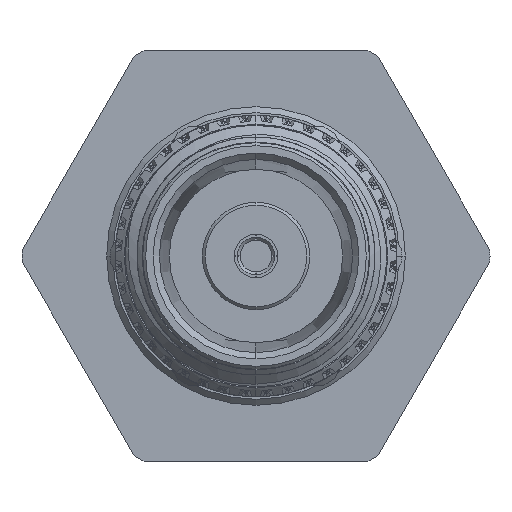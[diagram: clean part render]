
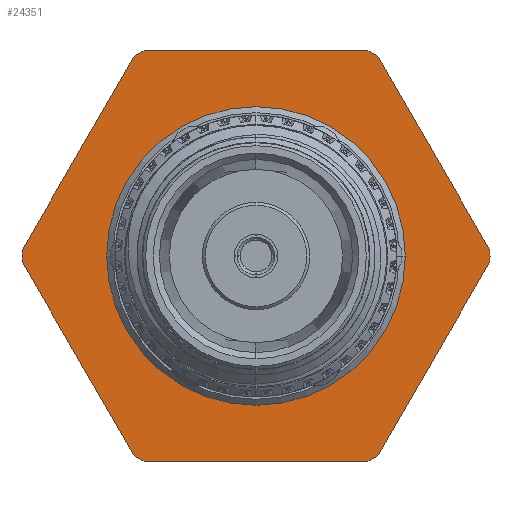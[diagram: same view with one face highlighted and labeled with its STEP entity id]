
A CAD part, left-side view. The second image highlights one B-rep face of the part: STEP entity #24351.
In plain terms, the highlighted face is planar.
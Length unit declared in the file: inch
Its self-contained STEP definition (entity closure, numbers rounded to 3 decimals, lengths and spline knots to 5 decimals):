
#1506 = CARTESIAN_POINT ( 'NONE',  ( 0.93213, 0., 0. ) ) ;
#3191 = VERTEX_POINT ( 'NONE', #47647 ) ;
#3634 = EDGE_CURVE ( 'NONE', #46126, #55324, #21188, .T. ) ;
#3798 = CARTESIAN_POINT ( 'NONE',  ( 0.93213, 0., 0.39778 ) ) ;
#4329 = EDGE_CURVE ( 'NONE', #17820, #47944, #75988, .T. ) ;
#5392 = CIRCLE ( 'NONE', #53115, 0.39233 ) ;
#5581 = AXIS2_PLACEMENT_3D ( 'NONE', #35113, #80428, #41664 ) ;
#6827 = DIRECTION ( 'NONE',  ( 0., 0., 1. ) ) ;
#7759 = EDGE_LOOP ( 'NONE', ( #9068, #17519 ) ) ;
#7773 = LINE ( 'NONE', #14059, #74698 ) ;
#8622 = ORIENTED_EDGE ( 'NONE', *, *, #53824, .F. ) ;
#9038 = VECTOR ( 'NONE', #49223, 39.37008 ) ;
#9068 = ORIENTED_EDGE ( 'NONE', *, *, #62998, .T. ) ;
#9110 = DIRECTION ( 'NONE',  ( 0., 0., 1. ) ) ;
#9909 = CARTESIAN_POINT ( 'NONE',  ( 0.93213, -0.33485, 0.20446 ) ) ;
#12119 = DIRECTION ( 'NONE',  ( -1., 0., 0. ) ) ;
#13306 = EDGE_CURVE ( 'NONE', #41896, #83669, #32203, .T. ) ;
#13367 = CARTESIAN_POINT ( 'NONE',  ( 0.93213, 0., 0. ) ) ;
#14023 = EDGE_CURVE ( 'NONE', #57839, #38265, #29064, .T. ) ;
#14059 = CARTESIAN_POINT ( 'NONE',  ( 0.93213, -0.34449, -0.19889 ) ) ;
#14293 = EDGE_CURVE ( 'NONE', #59999, #41335, #7773, .T. ) ;
#14447 = CIRCLE ( 'NONE', #5581, 0.39233 ) ;
#14459 = DIRECTION ( 'NONE',  ( 0., 0., 1. ) ) ;
#14491 = DIRECTION ( 'NONE',  ( 0., 0., 1. ) ) ;
#14830 = AXIS2_PLACEMENT_3D ( 'NONE', #72050, #59369, #51725 ) ;
#14868 = DIRECTION ( 'NONE',  ( 0., 0., 1. ) ) ;
#17519 = ORIENTED_EDGE ( 'NONE', *, *, #60179, .T. ) ;
#17820 = VERTEX_POINT ( 'NONE', #20563 ) ;
#18004 = CARTESIAN_POINT ( 'NONE',  ( 0.93213, 0.33485, -0.20446 ) ) ;
#18259 = CARTESIAN_POINT ( 'NONE',  ( 0.93213, 0.34449, 0.18776 ) ) ;
#18615 = CARTESIAN_POINT ( 'NONE',  ( 0.93213, 0., 0. ) ) ;
#18759 = ORIENTED_EDGE ( 'NONE', *, *, #14023, .T. ) ;
#19316 = ORIENTED_EDGE ( 'NONE', *, *, #28130, .F. ) ;
#20170 = EDGE_CURVE ( 'NONE', #46126, #47944, #61836, .T. ) ;
#20563 = CARTESIAN_POINT ( 'NONE',  ( 0.93213, 0.34449, -0.18776 ) ) ;
#20772 = DIRECTION ( 'NONE',  ( -1., 0., 0. ) ) ;
#21188 = LINE ( 'NONE', #3798, #9038 ) ;
#22737 = CARTESIAN_POINT ( 'NONE',  ( 0.93213, -0.00964, 0.39222 ) ) ;
#22909 = VECTOR ( 'NONE', #71108, 39.37008 ) ;
#23876 = EDGE_CURVE ( 'NONE', #53748, #3191, #33614, .T. ) ;
#24073 = CARTESIAN_POINT ( 'NONE',  ( 0.93213, -0.34449, -0.18776 ) ) ;
#24351 = ADVANCED_FACE ( 'NONE', ( #43773, #54002 ), #52570, .F. ) ;
#26509 = DIRECTION ( 'NONE',  ( -1., 0., 0. ) ) ;
#27202 = DIRECTION ( 'NONE',  ( -1., 0., 0. ) ) ;
#27301 = VECTOR ( 'NONE', #42229, 39.37008 ) ;
#28130 = EDGE_CURVE ( 'NONE', #83669, #3191, #82826, .T. ) ;
#28315 = VECTOR ( 'NONE', #6827, 39.37008 ) ;
#28516 = CARTESIAN_POINT ( 'NONE',  ( 0.93213, -0.34449, 0.18776 ) ) ;
#29064 = LINE ( 'NONE', #30856, #22909 ) ;
#30856 = CARTESIAN_POINT ( 'NONE',  ( 0.93213, -0.34449, 0.19889 ) ) ;
#32203 = CIRCLE ( 'NONE', #53034, 0.39233 ) ;
#32209 = AXIS2_PLACEMENT_3D ( 'NONE', #40158, #20772, #14868 ) ;
#33116 = DIRECTION ( 'NONE',  ( 0., 0., 1. ) ) ;
#33614 = LINE ( 'NONE', #56637, #83206 ) ;
#34261 = CARTESIAN_POINT ( 'NONE',  ( 0.93213, -0.33485, -0.20446 ) ) ;
#35113 = CARTESIAN_POINT ( 'NONE',  ( 0.93213, 0., 0. ) ) ;
#35245 = VERTEX_POINT ( 'NONE', #18004 ) ;
#37118 = CARTESIAN_POINT ( 'NONE',  ( 0.93213, 0., -0.39233 ) ) ;
#38265 = VERTEX_POINT ( 'NONE', #9909 ) ;
#38582 = VERTEX_POINT ( 'NONE', #40817 ) ;
#39321 = ORIENTED_EDGE ( 'NONE', *, *, #42875, .T. ) ;
#39653 = EDGE_CURVE ( 'NONE', #53748, #41335, #14447, .T. ) ;
#40117 = DIRECTION ( 'NONE',  ( 0., 0., 1. ) ) ;
#40158 = CARTESIAN_POINT ( 'NONE',  ( 0.93213, 0., 0. ) ) ;
#40817 = CARTESIAN_POINT ( 'NONE',  ( 0.93213, 0., 0.25033 ) ) ;
#41335 = VERTEX_POINT ( 'NONE', #24073 ) ;
#41664 = DIRECTION ( 'NONE',  ( 0., 0., 1. ) ) ;
#41896 = VERTEX_POINT ( 'NONE', #46149 ) ;
#42229 = DIRECTION ( 'NONE',  ( 0., 0.866, 0.5 ) ) ;
#42766 = EDGE_LOOP ( 'NONE', ( #53699, #54098, #8622, #18759, #55255, #84038, #61186, #77225, #19316, #76542, #39321, #58762, #48463 ) ) ;
#42875 = EDGE_CURVE ( 'NONE', #41896, #35245, #44600, .T. ) ;
#43773 = FACE_BOUND ( 'NONE', #7759, .T. ) ;
#43918 = CARTESIAN_POINT ( 'NONE',  ( 0.93213, 0.00964, 0.39222 ) ) ;
#44600 = LINE ( 'NONE', #62374, #27301 ) ;
#46126 = VERTEX_POINT ( 'NONE', #67535 ) ;
#46149 = CARTESIAN_POINT ( 'NONE',  ( 0.93213, 0.00964, -0.39222 ) ) ;
#47413 = DIRECTION ( 'NONE',  ( -1., 0., 0. ) ) ;
#47647 = CARTESIAN_POINT ( 'NONE',  ( 0.93213, -0.00964, -0.39222 ) ) ;
#47944 = VERTEX_POINT ( 'NONE', #18259 ) ;
#48463 = ORIENTED_EDGE ( 'NONE', *, *, #4329, .T. ) ;
#49223 = DIRECTION ( 'NONE',  ( 0., -0.866, 0.5 ) ) ;
#50123 = DIRECTION ( 'NONE',  ( 0., 0.866, -0.5 ) ) ;
#51688 = DIRECTION ( 'NONE',  ( 0., 0., 1. ) ) ;
#51725 = DIRECTION ( 'NONE',  ( 0., 0., 1. ) ) ;
#52570 = PLANE ( 'NONE',  #14830 ) ;
#53034 = AXIS2_PLACEMENT_3D ( 'NONE', #72125, #78640, #40117 ) ;
#53115 = AXIS2_PLACEMENT_3D ( 'NONE', #1506, #47413, #14491 ) ;
#53286 = DIRECTION ( 'NONE',  ( 0., 0., -1. ) ) ;
#53699 = ORIENTED_EDGE ( 'NONE', *, *, #20170, .F. ) ;
#53748 = VERTEX_POINT ( 'NONE', #34261 ) ;
#53824 = EDGE_CURVE ( 'NONE', #57839, #55324, #5392, .T. ) ;
#54002 = FACE_OUTER_BOUND ( 'NONE', #42766, .T. ) ;
#54098 = ORIENTED_EDGE ( 'NONE', *, *, #3634, .T. ) ;
#54924 = AXIS2_PLACEMENT_3D ( 'NONE', #18615, #12119, #64106 ) ;
#54984 = EDGE_CURVE ( 'NONE', #17820, #35245, #64193, .T. ) ;
#55195 = VERTEX_POINT ( 'NONE', #55343 ) ;
#55255 = ORIENTED_EDGE ( 'NONE', *, *, #73891, .F. ) ;
#55324 = VERTEX_POINT ( 'NONE', #43918 ) ;
#55343 = CARTESIAN_POINT ( 'NONE',  ( 0.93213, 0., -0.25033 ) ) ;
#56637 = CARTESIAN_POINT ( 'NONE',  ( 0.93213, 0., -0.39778 ) ) ;
#56956 = CIRCLE ( 'NONE', #71583, 0.25033 ) ;
#57839 = VERTEX_POINT ( 'NONE', #22737 ) ;
#58038 = AXIS2_PLACEMENT_3D ( 'NONE', #77412, #83852, #51688 ) ;
#58762 = ORIENTED_EDGE ( 'NONE', *, *, #54984, .F. ) ;
#59369 = DIRECTION ( 'NONE',  ( -1., 0., 0. ) ) ;
#59999 = VERTEX_POINT ( 'NONE', #28516 ) ;
#60179 = EDGE_CURVE ( 'NONE', #55195, #38582, #56956, .T. ) ;
#60830 = AXIS2_PLACEMENT_3D ( 'NONE', #72587, #27202, #14459 ) ;
#61186 = ORIENTED_EDGE ( 'NONE', *, *, #39653, .F. ) ;
#61836 = CIRCLE ( 'NONE', #58038, 0.39233 ) ;
#62374 = CARTESIAN_POINT ( 'NONE',  ( 0.93213, 0.34449, -0.19889 ) ) ;
#62998 = EDGE_CURVE ( 'NONE', #38582, #55195, #80932, .T. ) ;
#64106 = DIRECTION ( 'NONE',  ( 0., 0., 1. ) ) ;
#64193 = CIRCLE ( 'NONE', #60830, 0.39233 ) ;
#64888 = CARTESIAN_POINT ( 'NONE',  ( 0.93213, 0., 0. ) ) ;
#67535 = CARTESIAN_POINT ( 'NONE',  ( 0.93213, 0.33485, 0.20446 ) ) ;
#71108 = DIRECTION ( 'NONE',  ( 0., -0.866, -0.5 ) ) ;
#71583 = AXIS2_PLACEMENT_3D ( 'NONE', #64888, #26509, #33116 ) ;
#72050 = CARTESIAN_POINT ( 'NONE',  ( 0.93213, 0.3396, 0. ) ) ;
#72125 = CARTESIAN_POINT ( 'NONE',  ( 0.93213, 0., 0. ) ) ;
#72587 = CARTESIAN_POINT ( 'NONE',  ( 0.93213, 0., 0. ) ) ;
#73891 = EDGE_CURVE ( 'NONE', #59999, #38265, #81480, .T. ) ;
#74698 = VECTOR ( 'NONE', #53286, 39.37008 ) ;
#75988 = LINE ( 'NONE', #83309, #28315 ) ;
#76542 = ORIENTED_EDGE ( 'NONE', *, *, #13306, .F. ) ;
#77225 = ORIENTED_EDGE ( 'NONE', *, *, #23876, .T. ) ;
#77412 = CARTESIAN_POINT ( 'NONE',  ( 0.93213, 0., 0. ) ) ;
#78640 = DIRECTION ( 'NONE',  ( -1., 0., 0. ) ) ;
#80012 = DIRECTION ( 'NONE',  ( -1., 0., 0. ) ) ;
#80428 = DIRECTION ( 'NONE',  ( -1., 0., 0. ) ) ;
#80932 = CIRCLE ( 'NONE', #32209, 0.25033 ) ;
#81480 = CIRCLE ( 'NONE', #82917, 0.39233 ) ;
#82826 = CIRCLE ( 'NONE', #54924, 0.39233 ) ;
#82917 = AXIS2_PLACEMENT_3D ( 'NONE', #13367, #80012, #9110 ) ;
#83206 = VECTOR ( 'NONE', #50123, 39.37008 ) ;
#83309 = CARTESIAN_POINT ( 'NONE',  ( 0.93213, 0.34449, 0.19889 ) ) ;
#83669 = VERTEX_POINT ( 'NONE', #37118 ) ;
#83852 = DIRECTION ( 'NONE',  ( -1., 0., 0. ) ) ;
#84038 = ORIENTED_EDGE ( 'NONE', *, *, #14293, .T. ) ;
